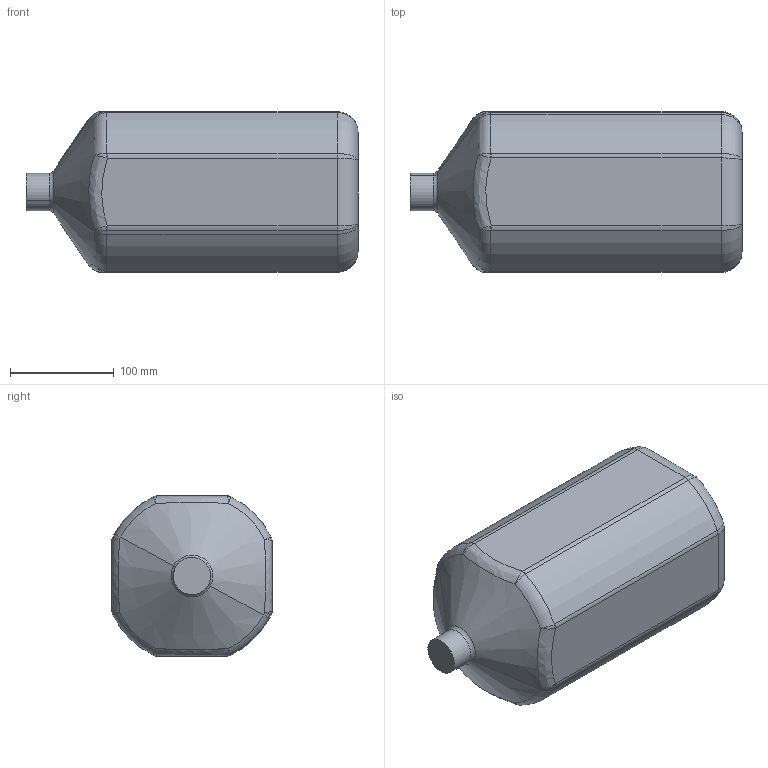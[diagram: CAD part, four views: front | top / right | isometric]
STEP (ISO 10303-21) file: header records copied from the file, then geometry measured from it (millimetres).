
FILE_DESCRIPTION(('CATIA V5 STEP Exchange','CAx-IF Rec.Pracs.--- Model Styling and Organization---1.4--- 2014-01-23'),'2;1');
FILE_NAME('Visor_V1.stp','2020-04-05T09:54:21+00:00',('none'),('Hella KGaA'),'CATIA Version 5-6 Release 2016 SP3 HF61','CATIA V5 STEP AP214','none');
FILE_SCHEMA(('AUTOMOTIVE_DESIGN { 1 0 10303 214 1 1 1 1 }'));
Length unit declared in the file: millimetre
Products named in the file (1): Visor_V1
Bounding box: 320 x 155 x 155 mm (x, y, z)
Volume: 5724093.4 mm3; surface area: 176231.6 mm2
Topology: 1 solids, 1 shells, 71 faces, 241 edges, 162 vertices
Faces by surface type: bspline 28, cylinder 20, torus 15, plane 6, cone 2
Entity records: 4453 total; most frequent: CARTESIAN_POINT 2789, ORIENTED_EDGE 298, DIRECTION 230, EDGE_CURVE 149, AXIS2_PLACEMENT_3D 139, CIRCLE 99, VERTEX_POINT 80, COMPOSITE_CURVE_SEGMENT 76
